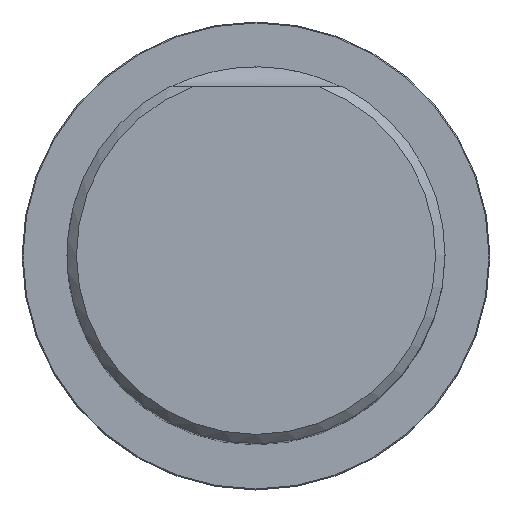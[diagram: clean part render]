
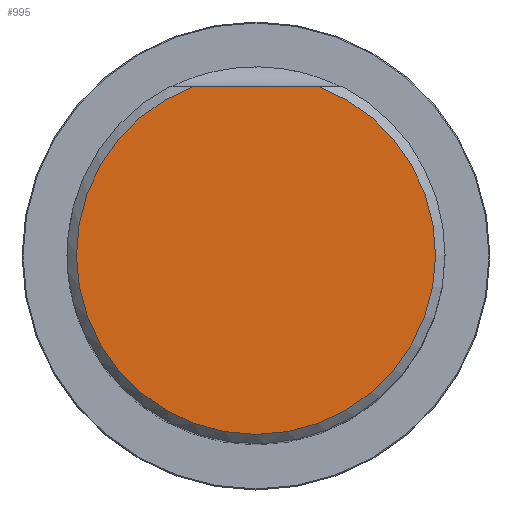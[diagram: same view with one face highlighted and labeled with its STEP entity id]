
A CAD part, top view. The second image highlights one B-rep face of the part: STEP entity #995.
In plain terms, the highlighted planar face has unit normal (0, 0, 1).
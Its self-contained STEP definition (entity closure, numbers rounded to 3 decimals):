
#203=PLANE('',#5109);
#434=LINE('',#7405,#690);
#690=VECTOR('',#5722,1.);
#995=ADVANCED_FACE('CU_SU_1',(#1334),#203,.T.);
#1334=FACE_OUTER_BOUND('',#1579,.T.);
#1579=EDGE_LOOP('',(#2294,#2295));
#2008=CIRCLE('',#5108,18.996);
#2294=ORIENTED_EDGE('',*,*,#4121,.F.);
#2295=ORIENTED_EDGE('',*,*,#4122,.F.);
#3625=VERTEX_POINT('',#7403);
#3626=VERTEX_POINT('',#7404);
#4121=EDGE_CURVE('',#3625,#3626,#2008,.T.);
#4122=EDGE_CURVE('',#3626,#3625,#434,.T.);
#5108=AXIS2_PLACEMENT_3D('',#7402,#5720,#5721);
#5109=AXIS2_PLACEMENT_3D('',#7406,#5723,#5724);
#5720=DIRECTION('',(0.,0.,-1.));
#5721=DIRECTION('',(1.,0.,0.));
#5722=DIRECTION('',(1.,0.,0.));
#5723=DIRECTION('',(0.,0.,1.));
#5724=DIRECTION('',(1.,0.,0.));
#7402=CARTESIAN_POINT('',(0.,0.,70.));
#7403=CARTESIAN_POINT('',(6.623,17.804,70.));
#7404=CARTESIAN_POINT('',(-6.623,17.804,70.));
#7405=CARTESIAN_POINT('',(-50.,17.804,70.));
#7406=CARTESIAN_POINT('',(0.,0.,70.));
